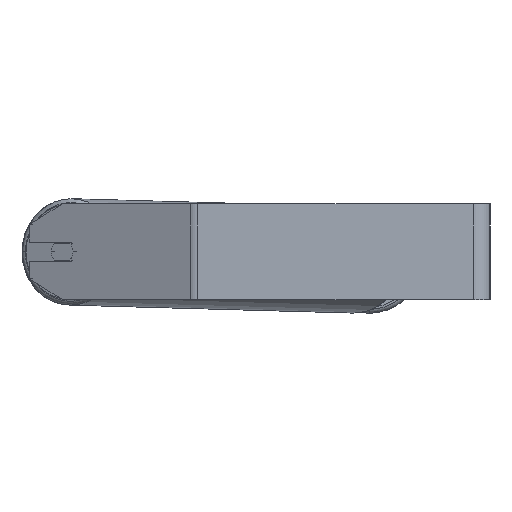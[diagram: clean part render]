
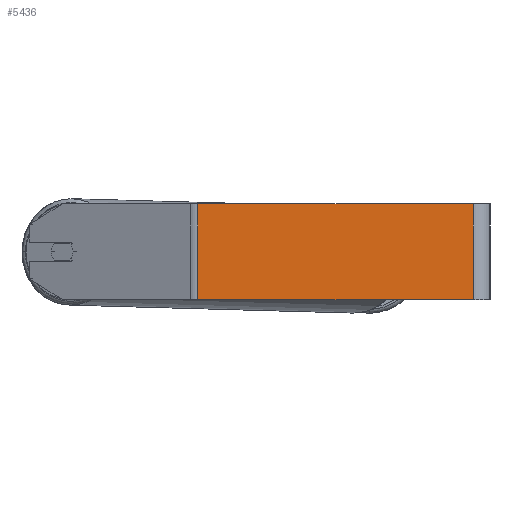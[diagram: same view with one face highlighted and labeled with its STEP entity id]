
A CAD part, left-side view. The second image highlights one B-rep face of the part: STEP entity #5436.
In plain terms, the highlighted planar face has unit normal (-1, 0, 0).
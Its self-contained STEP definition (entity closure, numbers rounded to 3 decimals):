
#917 = DIRECTION ( 'NONE',  ( 0., 0., -1. ) ) ;
#1024 = VERTEX_POINT ( 'NONE', #6764 ) ;
#1156 = CARTESIAN_POINT ( 'NONE',  ( -900., 244.325, 40. ) ) ;
#1499 = DIRECTION ( 'NONE',  ( 0., -1., 0. ) ) ;
#2301 = EDGE_CURVE ( 'NONE', #2477, #1024, #3155, .T. ) ;
#2477 = VERTEX_POINT ( 'NONE', #5142 ) ;
#2654 = DIRECTION ( 'NONE',  ( 0., 0., -1. ) ) ;
#2670 = VECTOR ( 'NONE', #2654, 1000. ) ;
#2776 = DIRECTION ( 'NONE',  ( 1., 0., 0. ) ) ;
#2911 = FACE_OUTER_BOUND ( 'NONE', #8416, .T. ) ;
#2920 = CARTESIAN_POINT ( 'NONE',  ( -900., 247.429, 40. ) ) ;
#3155 = LINE ( 'NONE', #1156, #2670 ) ;
#3471 = CARTESIAN_POINT ( 'NONE',  ( -900., 14., -40. ) ) ;
#3534 = VECTOR ( 'NONE', #4286, 1000. ) ;
#3986 = ORIENTED_EDGE ( 'NONE', *, *, #2301, .T. ) ;
#4101 = VECTOR ( 'NONE', #5533, 1000. ) ;
#4161 = LINE ( 'NONE', #6850, #4101 ) ;
#4286 = DIRECTION ( 'NONE',  ( 0., -1., 0. ) ) ;
#4303 = LINE ( 'NONE', #2920, #5254 ) ;
#4453 = LINE ( 'NONE', #7109, #3534 ) ;
#4738 = EDGE_CURVE ( 'NONE', #2477, #6651, #4303, .T. ) ;
#4795 = AXIS2_PLACEMENT_3D ( 'NONE', #6281, #2776, #917 ) ;
#4824 = ORIENTED_EDGE ( 'NONE', *, *, #5884, .T. ) ;
#5142 = CARTESIAN_POINT ( 'NONE',  ( -900., 244.325, 40. ) ) ;
#5147 = ORIENTED_EDGE ( 'NONE', *, *, #5478, .F. ) ;
#5254 = VECTOR ( 'NONE', #1499, 1000. ) ;
#5436 = ADVANCED_FACE ( 'NONE', ( #2911 ), #6891, .F. ) ;
#5478 = EDGE_CURVE ( 'NONE', #6651, #8551, #4161, .T. ) ;
#5533 = DIRECTION ( 'NONE',  ( 0., 0., -1. ) ) ;
#5884 = EDGE_CURVE ( 'NONE', #1024, #8551, #4453, .T. ) ;
#6281 = CARTESIAN_POINT ( 'NONE',  ( -900., 247.429, 40. ) ) ;
#6651 = VERTEX_POINT ( 'NONE', #8312 ) ;
#6764 = CARTESIAN_POINT ( 'NONE',  ( -900., 244.325, -40. ) ) ;
#6850 = CARTESIAN_POINT ( 'NONE',  ( -900., 14., 40. ) ) ;
#6891 = PLANE ( 'NONE',  #4795 ) ;
#7109 = CARTESIAN_POINT ( 'NONE',  ( -900., 247.429, -40. ) ) ;
#7517 = ORIENTED_EDGE ( 'NONE', *, *, #4738, .F. ) ;
#8312 = CARTESIAN_POINT ( 'NONE',  ( -900., 14., 40. ) ) ;
#8416 = EDGE_LOOP ( 'NONE', ( #4824, #5147, #7517, #3986 ) ) ;
#8551 = VERTEX_POINT ( 'NONE', #3471 ) ;
